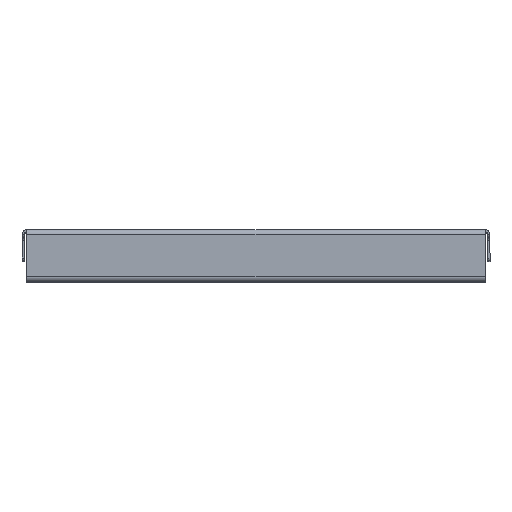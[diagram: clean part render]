
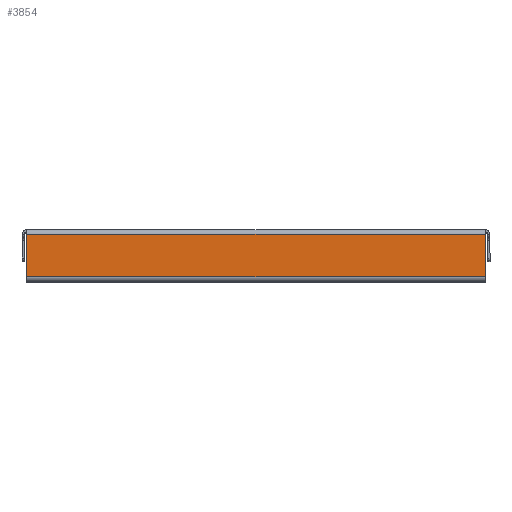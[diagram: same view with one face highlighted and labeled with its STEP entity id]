
A CAD part, top view. The second image highlights one B-rep face of the part: STEP entity #3854.
In plain terms, the highlighted planar face has unit normal (0, 0, 1).
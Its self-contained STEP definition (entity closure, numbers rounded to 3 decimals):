
#219 = FACE_OUTER_BOUND ( 'NONE', #4437, .T. ) ;
#622 = LINE ( 'NONE', #4207, #4973 ) ;
#642 = DIRECTION ( 'NONE',  ( 0., 0., 1. ) ) ;
#1000 = AXIS2_PLACEMENT_3D ( 'NONE', #3081, #642, #3057 ) ;
#1086 = CARTESIAN_POINT ( 'NONE',  ( -146., -3., 149. ) ) ;
#1617 = VERTEX_POINT ( 'NONE', #2356 ) ;
#1719 = VECTOR ( 'NONE', #4068, 1000. ) ;
#1766 = CARTESIAN_POINT ( 'NONE',  ( 0., -3., 149. ) ) ;
#1769 = EDGE_CURVE ( 'NONE', #1617, #3401, #2858, .T. ) ;
#1832 = EDGE_CURVE ( 'NONE', #1617, #2010, #3703, .T. ) ;
#1923 = VECTOR ( 'NONE', #3845, 1000. ) ;
#2010 = VERTEX_POINT ( 'NONE', #1086 ) ;
#2215 = DIRECTION ( 'NONE',  ( -1., 0., 0. ) ) ;
#2356 = CARTESIAN_POINT ( 'NONE',  ( 146., -3., 149. ) ) ;
#2395 = ORIENTED_EDGE ( 'NONE', *, *, #3875, .F. ) ;
#2538 = VECTOR ( 'NONE', #3335, 1000. ) ;
#2723 = PLANE ( 'NONE',  #1000 ) ;
#2858 = LINE ( 'NONE', #3280, #1719 ) ;
#2896 = ORIENTED_EDGE ( 'NONE', *, *, #1832, .T. ) ;
#2930 = CARTESIAN_POINT ( 'NONE',  ( 146., -30., 149. ) ) ;
#2993 = ORIENTED_EDGE ( 'NONE', *, *, #5093, .F. ) ;
#3057 = DIRECTION ( 'NONE',  ( 0., -1., 0. ) ) ;
#3081 = CARTESIAN_POINT ( 'NONE',  ( 0., 0., 149. ) ) ;
#3280 = CARTESIAN_POINT ( 'NONE',  ( 146., -30., 149. ) ) ;
#3335 = DIRECTION ( 'NONE',  ( -1., 0., 0. ) ) ;
#3401 = VERTEX_POINT ( 'NONE', #2930 ) ;
#3411 = VERTEX_POINT ( 'NONE', #4476 ) ;
#3451 = CARTESIAN_POINT ( 'NONE',  ( -146., -1.5, 149. ) ) ;
#3703 = LINE ( 'NONE', #1766, #2538 ) ;
#3845 = DIRECTION ( 'NONE',  ( 0., 1., 0. ) ) ;
#3854 = ADVANCED_FACE ( 'NONE', ( #219 ), #2723, .T. ) ;
#3875 = EDGE_CURVE ( 'NONE', #3411, #2010, #3898, .T. ) ;
#3898 = LINE ( 'NONE', #3451, #1923 ) ;
#4068 = DIRECTION ( 'NONE',  ( 0., -1., 0. ) ) ;
#4207 = CARTESIAN_POINT ( 'NONE',  ( -146., -30., 149. ) ) ;
#4437 = EDGE_LOOP ( 'NONE', ( #4813, #2896, #2395, #2993 ) ) ;
#4476 = CARTESIAN_POINT ( 'NONE',  ( -146., -30., 149. ) ) ;
#4813 = ORIENTED_EDGE ( 'NONE', *, *, #1769, .F. ) ;
#4973 = VECTOR ( 'NONE', #2215, 1000. ) ;
#5093 = EDGE_CURVE ( 'NONE', #3401, #3411, #622, .T. ) ;
